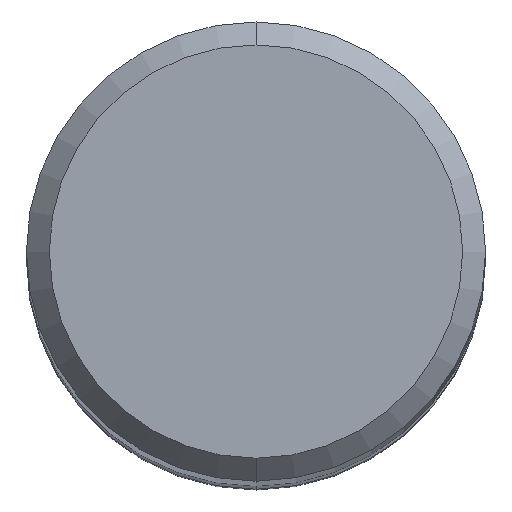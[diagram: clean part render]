
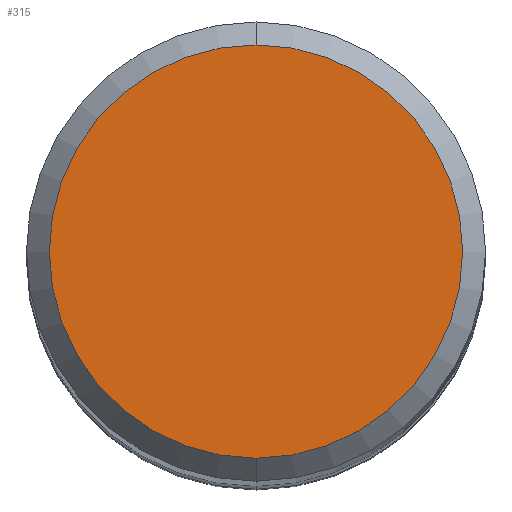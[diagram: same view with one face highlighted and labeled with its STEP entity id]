
A CAD part, top view. The second image highlights one B-rep face of the part: STEP entity #315.
In plain terms, the highlighted planar face has unit normal (0, 0, 1).
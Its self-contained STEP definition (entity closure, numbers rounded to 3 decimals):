
#253=VERTEX_POINT('',#646);
#273=VERTEX_POINT('',#668);
#315=ADVANCED_FACE('',(#715),#716,.T.);
#505=EDGE_CURVE('',#273,#253,#927,.T.);
#547=EDGE_CURVE('',#253,#273,#973,.T.);
#646=CARTESIAN_POINT('',(0.,-3.6,0.0));
#668=CARTESIAN_POINT('',(0.0,3.6,0.0));
#715=FACE_OUTER_BOUND('',#1248,.T.);
#716=PLANE('',#1249);
#927=CIRCLE('',#1632,3.6);
#973=CIRCLE('',#1699,3.6);
#1248=EDGE_LOOP('',(#1909,#1910));
#1249=AXIS2_PLACEMENT_3D('',#1911,#1912,#1913);
#1632=AXIS2_PLACEMENT_3D('',#2161,#2162,#2163);
#1699=AXIS2_PLACEMENT_3D('',#2211,#2212,#2213);
#1909=ORIENTED_EDGE('',*,*,#505,.F.);
#1910=ORIENTED_EDGE('',*,*,#547,.F.);
#1911=CARTESIAN_POINT('',(0.0,1.8,0.0));
#1912=DIRECTION('',(-0.0,0.0,1.0));
#1913=DIRECTION('',(0.0,-1.0,0.0));
#2161=CARTESIAN_POINT('',(0.0,0.0,0.0));
#2162=DIRECTION('',(0.0,0.0,-1.0));
#2163=DIRECTION('',(0.0,1.0,0.0));
#2211=CARTESIAN_POINT('',(0.0,0.0,0.0));
#2212=DIRECTION('',(0.0,0.0,-1.0));
#2213=DIRECTION('',(0.0,1.0,0.0));
